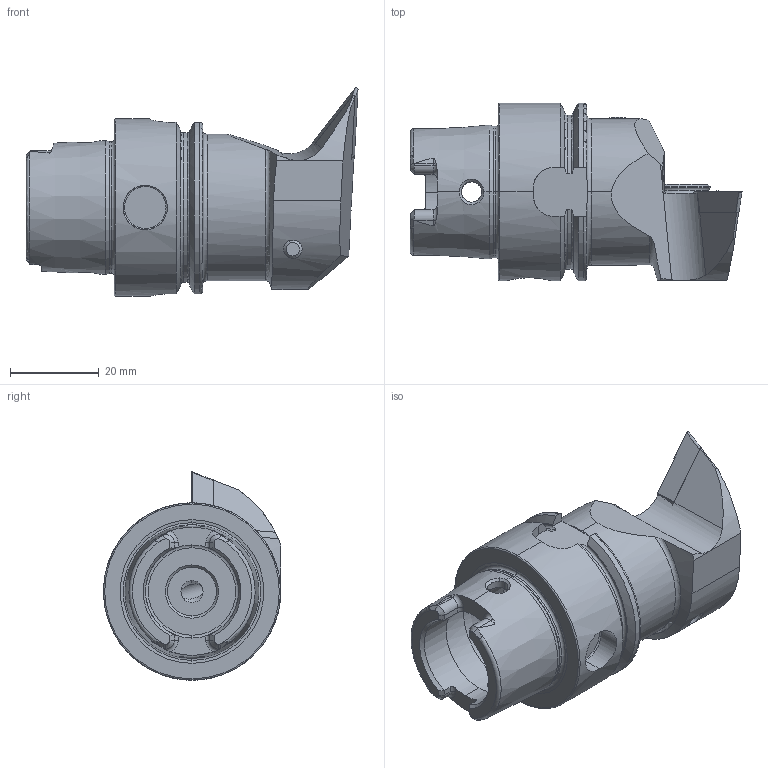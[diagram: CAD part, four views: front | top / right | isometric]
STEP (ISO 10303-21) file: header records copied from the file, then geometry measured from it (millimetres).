
FILE_DESCRIPTION (( 'STEP AP214' ), '1' );
FILE_NAME ('HA4.KVB.LUA.055-HP.STEP', '2024-08-20T11:47:39', ( '' ), ( '' ), 'SwSTEP 2.0', 'SolidWorks 2022', '' );
FILE_SCHEMA (( 'AUTOMOTIVE_DESIGN' ));
Length unit declared in the file: millimetre
Products named in the file (10): DIN 3771 - 13x1; CHP-ER1.015.006; HA4-KVB.LUA.055-HP_A_Fertigbearbeitung; CHP-ER1.015.006_A; CHP-ER1.008.011_A; ISO 8752 2x8; DIN 7991 - M5x15; WCB-ER2.001.009_A; HA4.KVB.LUA.055-HP; VCMT160404
Assembly tree (9 placements, depth 3):
  HA4.KVB.LUA.055-HP
    HA4-KVB.LUA.055-HP_A_Fertigbearbeitung
    CHP-ER1.015.006
      CHP-ER1.015.006_A
      DIN 3771 - 13x1
      DIN 7991 - M5x15
    CHP-ER1.008.011_A
    WCB-ER2.001.009_A
    ISO 8752 2x8
    VCMT160404
Bounding box: 74.9 x 40 x 47 mm (x, y, z)
Volume: 45044.7 mm3; surface area: 16840.3 mm2
Topology: 8 solids, 8 shells, 422 faces, 1067 edges, 649 vertices
Faces by surface type: cylinder 120, plane 118, cone 108, torus 54, bspline 20, sphere 2
Entity records: 15815 total; most frequent: CARTESIAN_POINT 4687, ORIENTED_EDGE 2098, DIRECTION 1997, EDGE_CURVE 1049, AXIS2_PLACEMENT_3D 803, VERTEX_POINT 649, EDGE_LOOP 446, FACE_OUTER_BOUND 422
